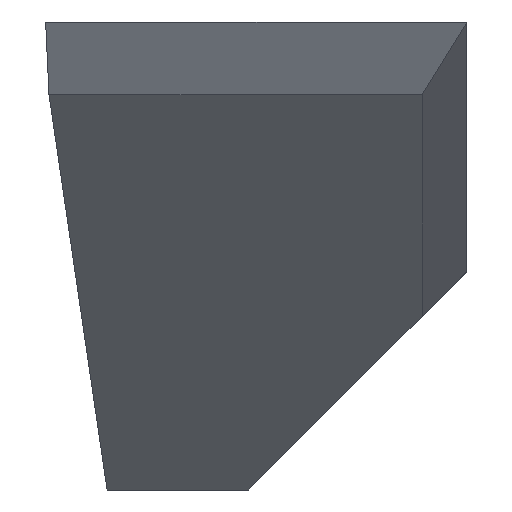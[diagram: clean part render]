
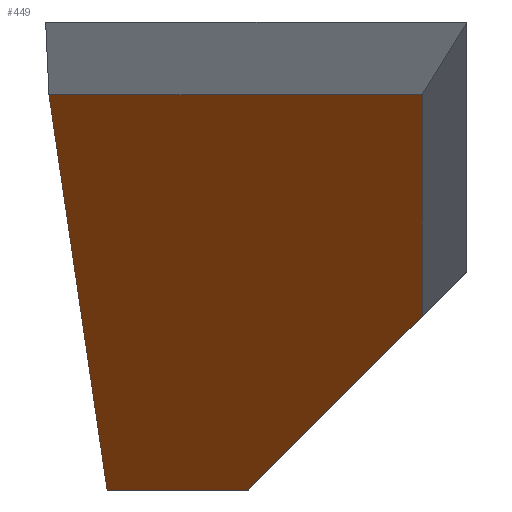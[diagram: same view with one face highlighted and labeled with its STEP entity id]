
A CAD part, front view. The second image highlights one B-rep face of the part: STEP entity #449.
In plain terms, the highlighted planar face has unit normal (0, -0.447, -0.894).
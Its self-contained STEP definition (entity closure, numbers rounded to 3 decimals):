
#39=PLANE('',#505);
#61=FACE_OUTER_BOUND('',#92,.T.);
#92=EDGE_LOOP('',(#363,#364,#365,#366,#367));
#119=LINE('',#708,#157);
#125=LINE('',#719,#163);
#132=LINE('',#739,#170);
#135=LINE('',#745,#173);
#136=LINE('',#746,#174);
#157=VECTOR('',#578,10.);
#163=VECTOR('',#586,10.);
#170=VECTOR('',#603,10.);
#173=VECTOR('',#608,10.);
#174=VECTOR('',#609,10.);
#219=VERTEX_POINT('',#705);
#220=VERTEX_POINT('',#707);
#224=VERTEX_POINT('',#717);
#232=VERTEX_POINT('',#738);
#234=VERTEX_POINT('',#744);
#264=EDGE_CURVE('',#219,#220,#119,.T.);
#270=EDGE_CURVE('',#224,#219,#125,.T.);
#280=EDGE_CURVE('',#232,#220,#132,.T.);
#283=EDGE_CURVE('',#234,#224,#135,.F.);
#284=EDGE_CURVE('',#234,#232,#136,.T.);
#363=ORIENTED_EDGE('',*,*,#264,.F.);
#364=ORIENTED_EDGE('',*,*,#270,.F.);
#365=ORIENTED_EDGE('',*,*,#283,.F.);
#366=ORIENTED_EDGE('',*,*,#284,.T.);
#367=ORIENTED_EDGE('',*,*,#280,.T.);
#449=ADVANCED_FACE('',(#61),#39,.T.);
#505=AXIS2_PLACEMENT_3D('',#743,#606,#607);
#578=DIRECTION('',(0.,0.894,-0.447));
#586=DIRECTION('',(1.,0.,0.));
#603=DIRECTION('',(0.408,-0.816,0.408));
#606=DIRECTION('center_axis',(0.,-0.447,-0.894));
#607=DIRECTION('ref_axis',(0.,0.894,-0.447));
#608=DIRECTION('',(0.066,0.893,-0.446));
#609=DIRECTION('',(1.,0.,0.));
#705=CARTESIAN_POINT('',(-17.514,-121.972,-181.949));
#707=CARTESIAN_POINT('',(-17.514,-101.954,-191.958));
#708=CARTESIAN_POINT('',(-17.514,-103.919,-190.975));
#717=CARTESIAN_POINT('',(-34.369,-121.972,-181.949));
#719=CARTESIAN_POINT('',(-32.877,-121.972,-181.949));
#738=CARTESIAN_POINT('',(-25.365,-86.254,-199.808));
#739=CARTESIAN_POINT('',(-19.144,-98.694,-193.588));
#743=CARTESIAN_POINT('Origin',(-30.364,-109.988,-187.941));
#744=CARTESIAN_POINT('',(-31.746,-86.254,-199.808));
#745=CARTESIAN_POINT('',(-33.033,-103.781,-191.044));
#746=CARTESIAN_POINT('',(-30.364,-86.254,-199.808));
